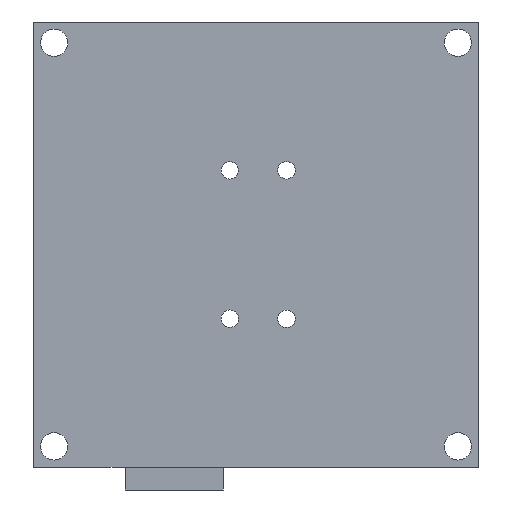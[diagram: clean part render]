
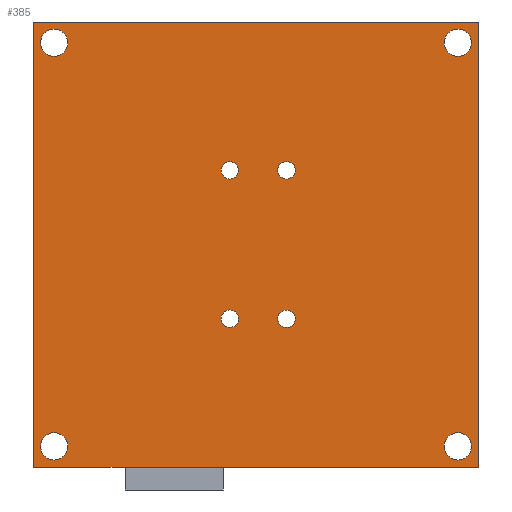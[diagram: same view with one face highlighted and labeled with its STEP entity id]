
A CAD part, front view. The second image highlights one B-rep face of the part: STEP entity #385.
In plain terms, the highlighted planar face has unit normal (0, -1, 0).
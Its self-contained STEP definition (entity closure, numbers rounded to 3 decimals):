
#23=FACE_BOUND('',#76,.T.);
#24=FACE_BOUND('',#77,.T.);
#25=FACE_BOUND('',#78,.T.);
#26=FACE_BOUND('',#79,.T.);
#27=FACE_BOUND('',#80,.T.);
#28=FACE_BOUND('',#81,.T.);
#29=FACE_BOUND('',#82,.T.);
#30=FACE_BOUND('',#83,.T.);
#39=CIRCLE('',#420,1.25);
#40=CIRCLE('',#421,0.8);
#41=CIRCLE('',#422,1.25);
#42=CIRCLE('',#423,0.8);
#43=CIRCLE('',#424,0.8);
#44=CIRCLE('',#425,0.8);
#45=CIRCLE('',#426,1.25);
#46=CIRCLE('',#427,1.25);
#55=FACE_OUTER_BOUND('',#75,.T.);
#75=EDGE_LOOP('',(#269,#270,#271,#272,#273,#274));
#76=EDGE_LOOP('',(#275));
#77=EDGE_LOOP('',(#276));
#78=EDGE_LOOP('',(#277));
#79=EDGE_LOOP('',(#278));
#80=EDGE_LOOP('',(#279));
#81=EDGE_LOOP('',(#280));
#82=EDGE_LOOP('',(#281));
#83=EDGE_LOOP('',(#282));
#111=LINE('',#569,#147);
#112=LINE('',#571,#148);
#113=LINE('',#573,#149);
#114=LINE('',#575,#150);
#115=LINE('',#577,#151);
#116=LINE('',#578,#152);
#147=VECTOR('',#459,10.);
#148=VECTOR('',#460,10.);
#149=VECTOR('',#461,10.);
#150=VECTOR('',#462,10.);
#151=VECTOR('',#463,10.);
#152=VECTOR('',#464,10.);
#183=VERTEX_POINT('',#567);
#184=VERTEX_POINT('',#568);
#185=VERTEX_POINT('',#570);
#186=VERTEX_POINT('',#572);
#187=VERTEX_POINT('',#574);
#188=VERTEX_POINT('',#576);
#189=VERTEX_POINT('',#579);
#190=VERTEX_POINT('',#581);
#191=VERTEX_POINT('',#583);
#192=VERTEX_POINT('',#585);
#193=VERTEX_POINT('',#587);
#194=VERTEX_POINT('',#589);
#195=VERTEX_POINT('',#591);
#196=VERTEX_POINT('',#593);
#217=EDGE_CURVE('',#183,#184,#111,.T.);
#218=EDGE_CURVE('',#185,#183,#112,.T.);
#219=EDGE_CURVE('',#186,#185,#113,.T.);
#220=EDGE_CURVE('',#187,#186,#114,.T.);
#221=EDGE_CURVE('',#188,#187,#115,.T.);
#222=EDGE_CURVE('',#184,#188,#116,.T.);
#223=EDGE_CURVE('',#189,#189,#39,.T.);
#224=EDGE_CURVE('',#190,#190,#40,.T.);
#225=EDGE_CURVE('',#191,#191,#41,.T.);
#226=EDGE_CURVE('',#192,#192,#42,.T.);
#227=EDGE_CURVE('',#193,#193,#43,.T.);
#228=EDGE_CURVE('',#194,#194,#44,.T.);
#229=EDGE_CURVE('',#195,#195,#45,.T.);
#230=EDGE_CURVE('',#196,#196,#46,.T.);
#269=ORIENTED_EDGE('',*,*,#217,.F.);
#270=ORIENTED_EDGE('',*,*,#218,.F.);
#271=ORIENTED_EDGE('',*,*,#219,.F.);
#272=ORIENTED_EDGE('',*,*,#220,.F.);
#273=ORIENTED_EDGE('',*,*,#221,.F.);
#274=ORIENTED_EDGE('',*,*,#222,.F.);
#275=ORIENTED_EDGE('',*,*,#223,.F.);
#276=ORIENTED_EDGE('',*,*,#224,.F.);
#277=ORIENTED_EDGE('',*,*,#225,.F.);
#278=ORIENTED_EDGE('',*,*,#226,.F.);
#279=ORIENTED_EDGE('',*,*,#227,.F.);
#280=ORIENTED_EDGE('',*,*,#228,.F.);
#281=ORIENTED_EDGE('',*,*,#229,.F.);
#282=ORIENTED_EDGE('',*,*,#230,.F.);
#373=PLANE('',#419);
#385=ADVANCED_FACE('',(#55,#23,#24,#25,#26,#27,#28,#29,#30),#373,.F.);
#419=AXIS2_PLACEMENT_3D('',#566,#457,#458);
#420=AXIS2_PLACEMENT_3D('',#580,#465,#466);
#421=AXIS2_PLACEMENT_3D('',#582,#467,#468);
#422=AXIS2_PLACEMENT_3D('',#584,#469,#470);
#423=AXIS2_PLACEMENT_3D('',#586,#471,#472);
#424=AXIS2_PLACEMENT_3D('',#588,#473,#474);
#425=AXIS2_PLACEMENT_3D('',#590,#475,#476);
#426=AXIS2_PLACEMENT_3D('',#592,#477,#478);
#427=AXIS2_PLACEMENT_3D('',#594,#479,#480);
#457=DIRECTION('center_axis',(0.,1.,0.));
#458=DIRECTION('ref_axis',(1.,0.,0.));
#459=DIRECTION('',(-1.,0.,0.));
#460=DIRECTION('',(0.,0.,-1.));
#461=DIRECTION('',(1.,0.,0.));
#462=DIRECTION('',(0.,0.,1.));
#463=DIRECTION('',(-1.,0.,0.));
#464=DIRECTION('',(-1.,0.,0.));
#465=DIRECTION('center_axis',(0.,-1.,0.));
#466=DIRECTION('ref_axis',(1.,0.,0.));
#467=DIRECTION('center_axis',(0.,-1.,0.));
#468=DIRECTION('ref_axis',(1.,0.,0.));
#469=DIRECTION('center_axis',(0.,-1.,0.));
#470=DIRECTION('ref_axis',(1.,0.,0.));
#471=DIRECTION('center_axis',(0.,-1.,0.));
#472=DIRECTION('ref_axis',(1.,0.,0.));
#473=DIRECTION('center_axis',(0.,-1.,0.));
#474=DIRECTION('ref_axis',(1.,0.,0.));
#475=DIRECTION('center_axis',(0.,-1.,0.));
#476=DIRECTION('ref_axis',(1.,0.,0.));
#477=DIRECTION('center_axis',(0.,-1.,0.));
#478=DIRECTION('ref_axis',(1.,0.,0.));
#479=DIRECTION('center_axis',(0.,-1.,0.));
#480=DIRECTION('ref_axis',(1.,0.,0.));
#566=CARTESIAN_POINT('Origin',(-0.2,1.,6.75));
#567=CARTESIAN_POINT('',(20.2,1.,-13.65));
#568=CARTESIAN_POINT('',(-3.2,1.,-13.65));
#569=CARTESIAN_POINT('',(10.,1.,-13.65));
#570=CARTESIAN_POINT('',(20.2,1.,27.15));
#571=CARTESIAN_POINT('',(20.2,1.,16.95));
#572=CARTESIAN_POINT('',(-20.6,1.,27.15));
#573=CARTESIAN_POINT('',(-10.4,1.,27.15));
#574=CARTESIAN_POINT('',(-20.6,1.,-13.65));
#575=CARTESIAN_POINT('',(-20.6,1.,-3.45));
#576=CARTESIAN_POINT('',(-12.2,1.,-13.65));
#577=CARTESIAN_POINT('',(10.,1.,-13.65));
#578=CARTESIAN_POINT('',(-1.7,1.,-13.65));
#579=CARTESIAN_POINT('',(17.05,1.,25.25));
#580=CARTESIAN_POINT('Origin',(18.3,1.,25.25));
#581=CARTESIAN_POINT('',(1.801,1.,-0.057));
#582=CARTESIAN_POINT('Origin',(2.601,1.,-0.057));
#583=CARTESIAN_POINT('',(17.05,1.,-11.75));
#584=CARTESIAN_POINT('Origin',(18.3,1.,-11.75));
#585=CARTESIAN_POINT('',(1.795,1.,13.552));
#586=CARTESIAN_POINT('Origin',(2.595,1.,13.552));
#587=CARTESIAN_POINT('',(-3.401,1.,-0.044));
#588=CARTESIAN_POINT('Origin',(-2.601,1.,-0.044));
#589=CARTESIAN_POINT('',(-3.404,1.,13.549));
#590=CARTESIAN_POINT('Origin',(-2.604,1.,13.549));
#591=CARTESIAN_POINT('',(-19.95,1.,-11.75));
#592=CARTESIAN_POINT('Origin',(-18.7,1.,-11.75));
#593=CARTESIAN_POINT('',(-19.95,1.,25.25));
#594=CARTESIAN_POINT('Origin',(-18.7,1.,25.25));
